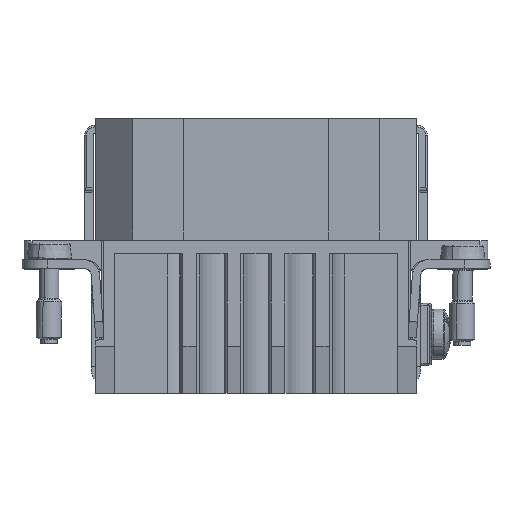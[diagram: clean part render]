
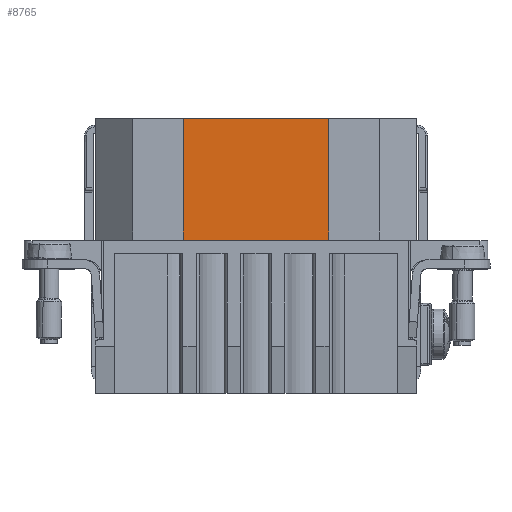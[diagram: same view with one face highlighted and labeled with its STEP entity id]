
A CAD part, left-side view. The second image highlights one B-rep face of the part: STEP entity #8765.
In plain terms, the highlighted planar face has unit normal (-1, 0, 0).
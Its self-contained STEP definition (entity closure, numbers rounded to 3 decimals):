
#8757=AXIS2_PLACEMENT_3D('Plane Axis2P3D',#8754,#8755,#8756) ;
#7150=CARTESIAN_POINT('Vertex',(2.925,19.275,18.)) ;
#7153=CARTESIAN_POINT('Line Origine',(2.925,28.,18.)) ;
#7157=CARTESIAN_POINT('Vertex',(2.925,36.725,18.)) ;
#7189=CARTESIAN_POINT('Vertex',(2.925,36.725,32.9)) ;
#7192=CARTESIAN_POINT('Line Origine',(2.925,28.,32.9)) ;
#7196=CARTESIAN_POINT('Vertex',(2.925,19.275,32.9)) ;
#8725=CARTESIAN_POINT('Line Origine',(2.925,36.725,25.45)) ;
#8742=CARTESIAN_POINT('Line Origine',(2.925,19.275,25.45)) ;
#8754=CARTESIAN_POINT('Axis2P3D Location',(2.925,36.725,18.6)) ;
#7154=DIRECTION('Vector Direction',(0.,-1.,0.)) ;
#7193=DIRECTION('Vector Direction',(0.,-1.,0.)) ;
#8726=DIRECTION('Vector Direction',(0.,0.,-1.)) ;
#8743=DIRECTION('Vector Direction',(0.,0.,-1.)) ;
#8755=DIRECTION('Axis2P3D Direction',(-1.,0.,0.)) ;
#8756=DIRECTION('Axis2P3D XDirection',(0.,-1.,0.)) ;
#7155=VECTOR('Line Direction',#7154,1.) ;
#7194=VECTOR('Line Direction',#7193,1.) ;
#8727=VECTOR('Line Direction',#8726,1.) ;
#8744=VECTOR('Line Direction',#8743,1.) ;
#8760=ORIENTED_EDGE('',*,*,#8729,.T.) ;
#8761=ORIENTED_EDGE('',*,*,#7159,.F.) ;
#8762=ORIENTED_EDGE('',*,*,#8746,.F.) ;
#8763=ORIENTED_EDGE('',*,*,#7198,.F.) ;
#8765=ADVANCED_FACE('Hauptk\X2\00F6\X0\rper',(#8764),#8758,.T.) ;
#7159=EDGE_CURVE('',#7151,#7158,#7156,.F.) ;
#7198=EDGE_CURVE('',#7190,#7197,#7195,.T.) ;
#8729=EDGE_CURVE('',#7190,#7158,#8728,.T.) ;
#8746=EDGE_CURVE('',#7197,#7151,#8745,.T.) ;
#8759=EDGE_LOOP('',(#8760,#8761,#8762,#8763)) ;
#8764=FACE_OUTER_BOUND('',#8759,.T.) ;
#7156=LINE('Line',#7153,#7155) ;
#7195=LINE('Line',#7192,#7194) ;
#8728=LINE('Line',#8725,#8727) ;
#8745=LINE('Line',#8742,#8744) ;
#8758=PLANE('',#8757) ;
#7151=VERTEX_POINT('',#7150) ;
#7158=VERTEX_POINT('',#7157) ;
#7190=VERTEX_POINT('',#7189) ;
#7197=VERTEX_POINT('',#7196) ;
